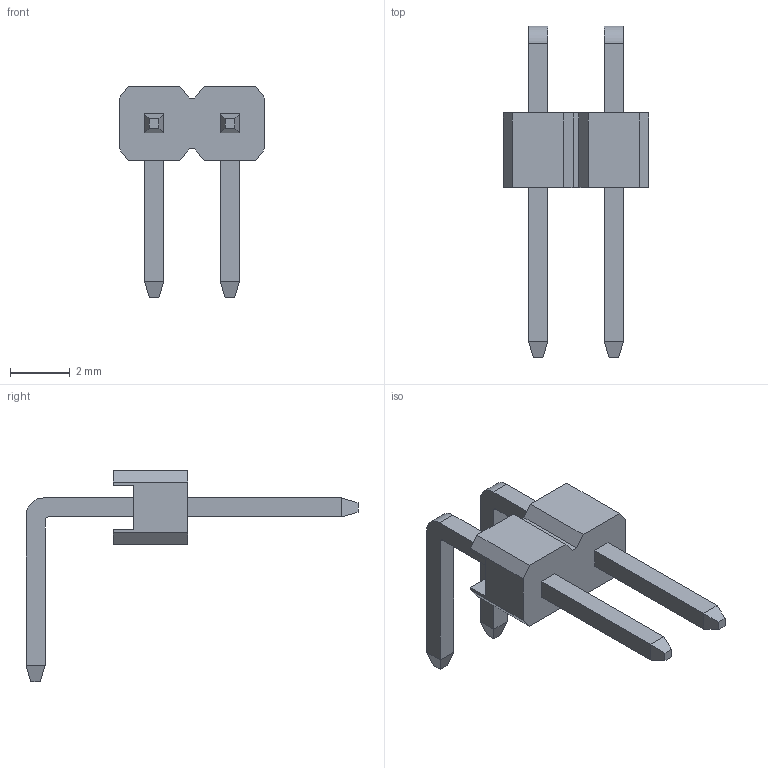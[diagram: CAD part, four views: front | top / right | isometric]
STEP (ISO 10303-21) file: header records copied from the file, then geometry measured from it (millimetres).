
FILE_DESCRIPTION(('STEP AP214'),'1');
FILE_NAME(' ',' ',('TraceParts'),('TraceParts S.A.'),'XStep 1.0',' ',' ');
FILE_SCHEMA(('automotive_design'));
Length unit declared in the file: millimetre
Products named in the file (1): 1
Bounding box: 4.88 x 11.14 x 7.1 mm (x, y, z)
Volume: 35.5 mm3; surface area: 137.7 mm2
Topology: 1 solids, 1 shells, 66 faces, 180 edges, 120 vertices
Faces by surface type: plane 62, cylinder 4
Entity records: 4096 total; most frequent: CARTESIAN_POINT 367, STYLED_ITEM 366, PRESENTATION_STYLE_ASSIGNMENT 366, COLOUR_RGB 366, ORIENTED_EDGE 360, DIRECTION 322, EDGE_CURVE 180, CURVE_STYLE 180
